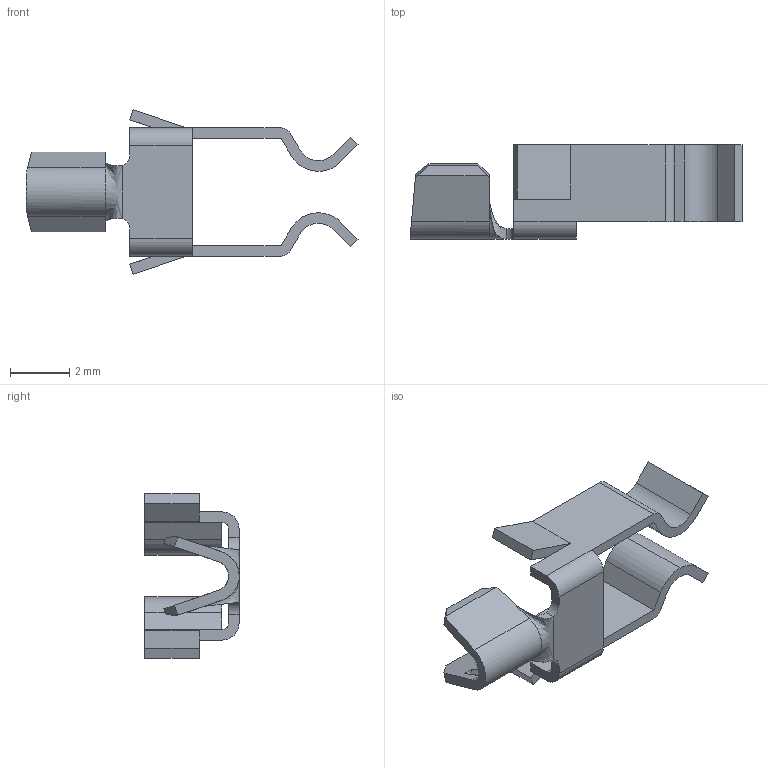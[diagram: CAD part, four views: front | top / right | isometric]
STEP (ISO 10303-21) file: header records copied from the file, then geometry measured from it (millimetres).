
FILE_DESCRIPTION (( 'STEP AP203' ), '1' );
FILE_NAME ('09629.STEP', '2015-01-20T16:26:11', ( '' ), ( '' ), 'SwSTEP 2.0', 'SolidWorks 2014', '' );
FILE_SCHEMA (( 'CONFIG_CONTROL_DESIGN' ));
Length unit declared in the file: inch
Products named in the file (1): 09629
Bounding box: 11.18 x 3.17 x 5.53 mm (x, y, z)
Volume: 24 mm3; surface area: 162.1 mm2
Topology: 1 solids, 1 shells, 108 faces, 286 edges, 180 vertices
Faces by surface type: plane 72, cylinder 24, bspline 6, cone 6
Entity records: 3692 total; most frequent: CARTESIAN_POINT 960, ORIENTED_EDGE 572, DIRECTION 524, EDGE_CURVE 286, VECTOR 222, LINE 222, VERTEX_POINT 180, AXIS2_PLACEMENT_3D 151
